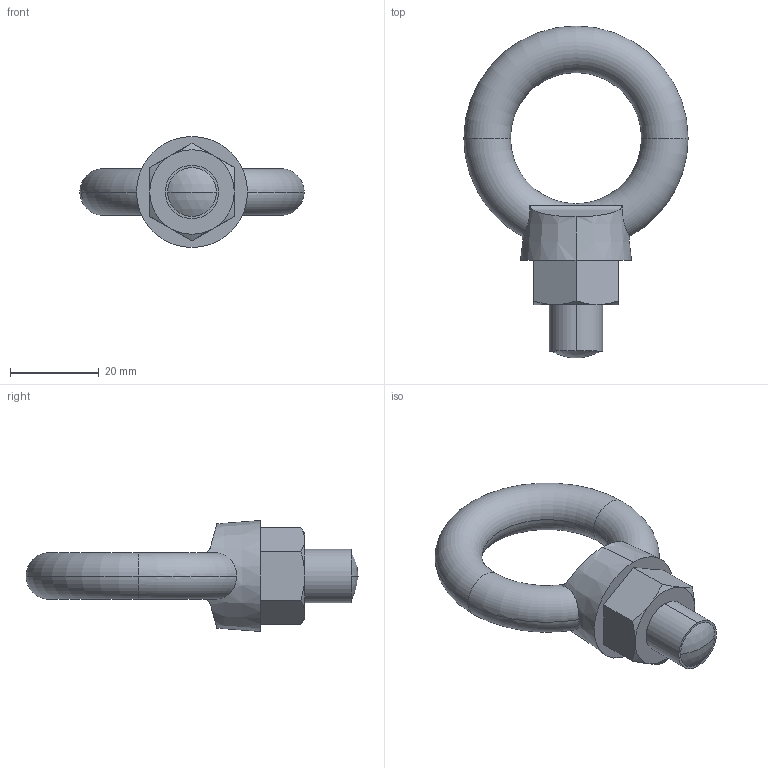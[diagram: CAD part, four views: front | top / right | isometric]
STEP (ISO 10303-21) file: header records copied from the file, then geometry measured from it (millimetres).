
FILE_DESCRIPTION (( 'STEP AP203' ), '1' );
FILE_NAME ('B-130-12.STEP', '2008-09-18T13:42:31', ( ' ' ), ( ' ' ), 'SwSTEP 2.0', 'SolidWorks 2007', '' );
FILE_SCHEMA (( 'CONFIG_CONTROL_DESIGN' ));
Length unit declared in the file: millimetre
Products named in the file (3): B-130-12_公開用; B-130-12; 六角ナットM12（1種）_JIS B 1181 Hexagon nut - Class 1 Regular M12 --S
Assembly tree (2 placements, depth 2):
  B-130-12
    B-130-12_公開用
    六角ナットM12（1種）_JIS B 1181 Hexagon nut - Class 1 Regular M12 --S
Bounding box: 50.5 x 74.75 x 25 mm (x, y, z)
Volume: 18849.5 mm3; surface area: 7453.2 mm2
Topology: 2 solids, 2 shells, 76 faces, 165 edges, 93 vertices
Faces by surface type: cone 36, cylinder 18, plane 14, torus 6, sphere 2
Entity records: 2557 total; most frequent: CARTESIAN_POINT 601, DIRECTION 378, ORIENTED_EDGE 330, EDGE_CURVE 165, AXIS2_PLACEMENT_3D 158, VERTEX_POINT 93, EDGE_LOOP 80, CIRCLE 77
